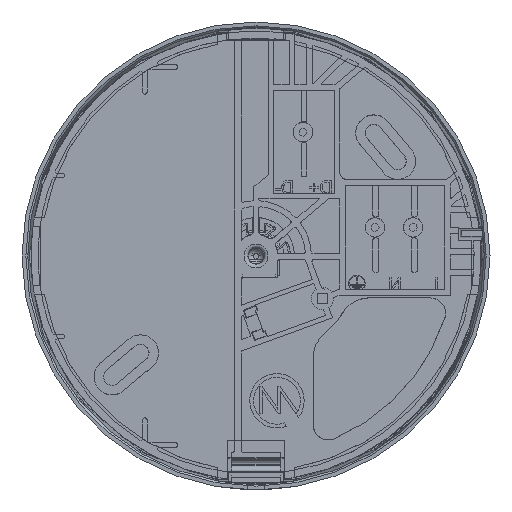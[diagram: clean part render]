
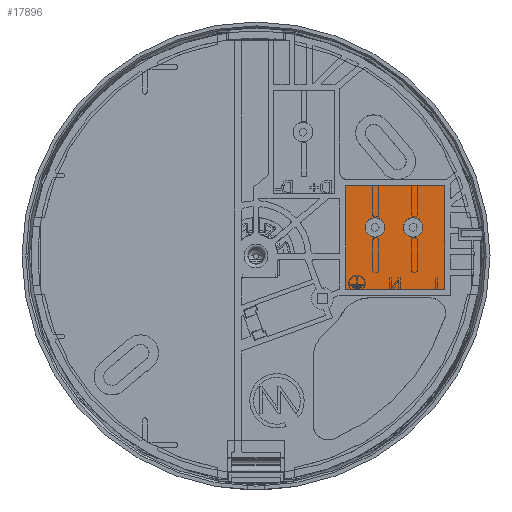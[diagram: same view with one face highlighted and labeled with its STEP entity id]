
A CAD part, top view. The second image highlights one B-rep face of the part: STEP entity #17896.
In plain terms, the highlighted planar face has unit normal (0, 0, 1).
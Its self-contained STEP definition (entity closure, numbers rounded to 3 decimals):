
#91=FACE_BOUND('',#3179,.T.);
#92=FACE_BOUND('',#3180,.T.);
#700=PLANE('',#19136);
#1304=CIRCLE('',#19129,2.567);
#1306=CIRCLE('',#19132,2.567);
#2238=FACE_OUTER_BOUND('',#3178,.T.);
#3178=EDGE_LOOP('',(#15522,#15523,#15524,#15525));
#3179=EDGE_LOOP('',(#15526));
#3180=EDGE_LOOP('',(#15527));
#4029=LINE('',#35090,#5534);
#4688=LINE('',#36799,#6193);
#4690=LINE('',#36802,#6195);
#4691=LINE('',#36804,#6196);
#5534=VECTOR('',#21525,10.);
#6193=VECTOR('',#22906,10.);
#6195=VECTOR('',#22910,10.);
#6196=VECTOR('',#22913,10.);
#7858=VERTEX_POINT('',#35088);
#7859=VERTEX_POINT('',#35089);
#8289=VERTEX_POINT('',#36786);
#8291=VERTEX_POINT('',#36792);
#8292=VERTEX_POINT('',#36796);
#8293=VERTEX_POINT('',#36798);
#10020=EDGE_CURVE('',#7858,#7859,#4029,.T.);
#10746=EDGE_CURVE('',#8289,#8289,#1304,.T.);
#10749=EDGE_CURVE('',#8291,#8291,#1306,.T.);
#10751=EDGE_CURVE('',#8292,#8293,#4688,.T.);
#10753=EDGE_CURVE('',#7859,#8292,#4690,.T.);
#10754=EDGE_CURVE('',#8293,#7858,#4691,.T.);
#15522=ORIENTED_EDGE('',*,*,#10754,.F.);
#15523=ORIENTED_EDGE('',*,*,#10751,.F.);
#15524=ORIENTED_EDGE('',*,*,#10753,.F.);
#15525=ORIENTED_EDGE('',*,*,#10020,.F.);
#15526=ORIENTED_EDGE('',*,*,#10749,.F.);
#15527=ORIENTED_EDGE('',*,*,#10746,.F.);
#17896=ADVANCED_FACE('',(#2238,#91,#92),#700,.T.);
#19129=AXIS2_PLACEMENT_3D('',#36788,#22894,#22895);
#19132=AXIS2_PLACEMENT_3D('',#36794,#22901,#22902);
#19136=AXIS2_PLACEMENT_3D('',#36805,#22914,#22915);
#21525=DIRECTION('',(-1.,0.,0.));
#22894=DIRECTION('center_axis',(0.,0.,1.));
#22895=DIRECTION('ref_axis',(-1.,0.,0.));
#22901=DIRECTION('center_axis',(0.,0.,1.));
#22902=DIRECTION('ref_axis',(-1.,0.,0.));
#22906=DIRECTION('',(1.,0.,0.));
#22910=DIRECTION('',(0.,1.,0.));
#22913=DIRECTION('',(0.,-1.,0.));
#22914=DIRECTION('center_axis',(0.,0.,1.));
#22915=DIRECTION('ref_axis',(1.,0.,0.));
#35088=CARTESIAN_POINT('',(202.531,614.704,124.721));
#35089=CARTESIAN_POINT('',(176.566,614.704,124.721));
#35090=CARTESIAN_POINT('',(196.049,614.704,124.721));
#36786=CARTESIAN_POINT('',(186.866,630.936,124.721));
#36788=CARTESIAN_POINT('Origin',(184.299,630.936,124.721));
#36792=CARTESIAN_POINT('',(196.866,630.936,124.721));
#36794=CARTESIAN_POINT('Origin',(194.299,630.936,124.721));
#36796=CARTESIAN_POINT('',(176.566,641.919,124.721));
#36798=CARTESIAN_POINT('',(202.531,641.919,124.721));
#36799=CARTESIAN_POINT('',(183.049,641.919,124.721));
#36802=CARTESIAN_POINT('',(176.566,625.436,124.721));
#36804=CARTESIAN_POINT('',(202.531,636.436,124.721));
#36805=CARTESIAN_POINT('Origin',(189.549,630.936,124.721));
